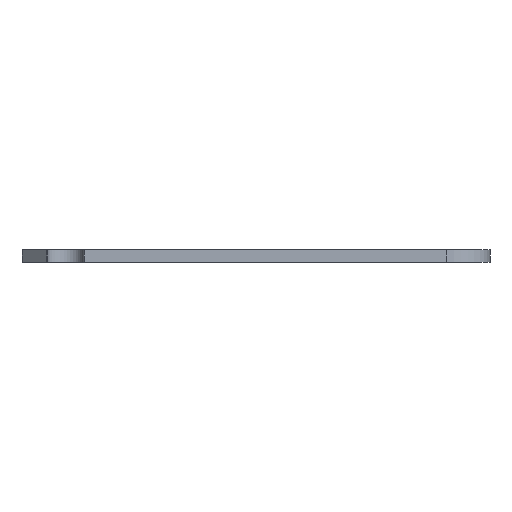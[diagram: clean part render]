
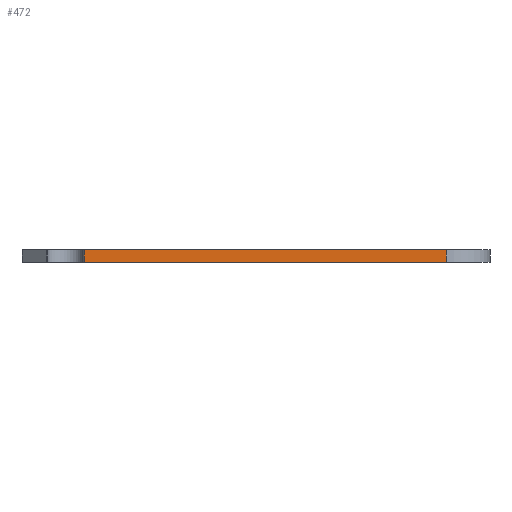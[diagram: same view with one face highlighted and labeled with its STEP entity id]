
A CAD part, left-side view. The second image highlights one B-rep face of the part: STEP entity #472.
In plain terms, the highlighted planar face has unit normal (-1, 0, 0).
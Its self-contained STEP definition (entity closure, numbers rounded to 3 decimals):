
#51=CARTESIAN_POINT('',(-40.0,3.5,0.5));
#52=VERTEX_POINT('',#51);
#60=CARTESIAN_POINT('',(-40.0,3.5,-0.5));
#61=VERTEX_POINT('',#60);
#62=CARTESIAN_POINT('',(-40.0,3.5,0.5));
#63=DIRECTION('',(0.0,0.0,-1.0));
#64=VECTOR('',#63,1.0);
#65=LINE('',#62,#64);
#66=EDGE_CURVE('',#52,#61,#65,.T.);
#123=CARTESIAN_POINT('',(-40.0,32.5,-0.5));
#124=VERTEX_POINT('',#123);
#125=CARTESIAN_POINT('',(-40.0,32.5,-0.5));
#126=DIRECTION('',(0.0,-1.0,0.0));
#127=VECTOR('',#126,29.);
#128=LINE('',#125,#127);
#129=EDGE_CURVE('',#124,#61,#128,.T.);
#449=CARTESIAN_POINT('',(-40.0,0.0,0.0));
#450=DIRECTION('',(-1.0,0.0,0.0));
#451=DIRECTION('',(0.0,0.0,1.0));
#452=AXIS2_PLACEMENT_3D('',#449,#450,#451);
#453=PLANE('',#452);
#454=ORIENTED_EDGE('',*,*,#66,.F.);
#455=CARTESIAN_POINT('',(-40.0,32.5,0.5));
#456=VERTEX_POINT('',#455);
#457=CARTESIAN_POINT('',(-40.0,3.5,0.5));
#458=DIRECTION('',(0.0,1.0,0.0));
#459=VECTOR('',#458,29.);
#460=LINE('',#457,#459);
#461=EDGE_CURVE('',#52,#456,#460,.T.);
#462=ORIENTED_EDGE('',*,*,#461,.T.);
#463=CARTESIAN_POINT('',(-40.0,32.5,-0.5));
#464=DIRECTION('',(0.0,0.0,1.0));
#465=VECTOR('',#464,1.0);
#466=LINE('',#463,#465);
#467=EDGE_CURVE('',#124,#456,#466,.T.);
#468=ORIENTED_EDGE('',*,*,#467,.F.);
#469=ORIENTED_EDGE('',*,*,#129,.T.);
#470=EDGE_LOOP('',(#454,#462,#468,#469));
#471=FACE_OUTER_BOUND('',#470,.T.);
#472=ADVANCED_FACE('',(#471),#453,.T.);
